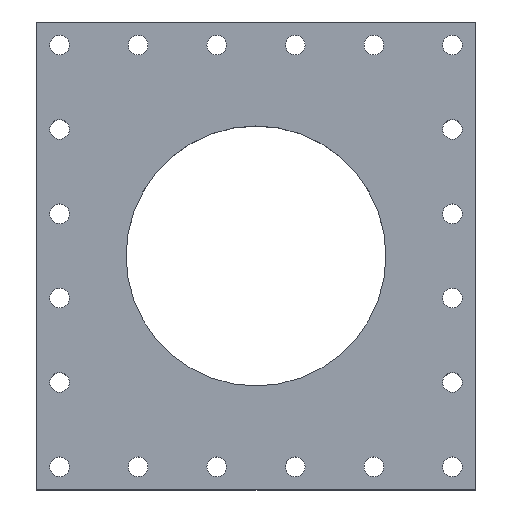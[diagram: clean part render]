
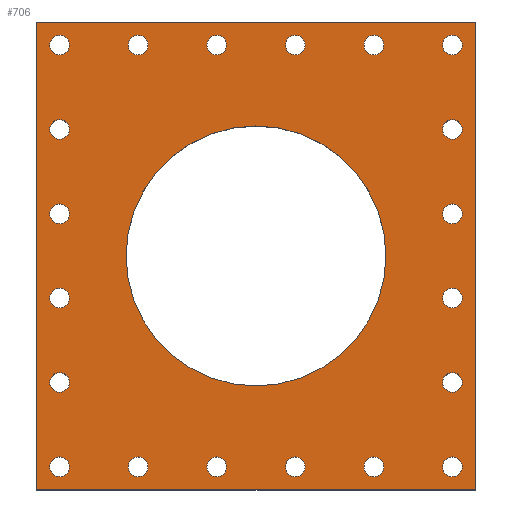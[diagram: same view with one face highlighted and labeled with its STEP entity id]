
A CAD part, top view. The second image highlights one B-rep face of the part: STEP entity #706.
In plain terms, the highlighted planar face has unit normal (0, 0, 1).
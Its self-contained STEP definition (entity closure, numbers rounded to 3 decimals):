
#16=FACE_BOUND('',#137,.T.);
#17=FACE_BOUND('',#138,.T.);
#18=FACE_BOUND('',#139,.T.);
#19=FACE_BOUND('',#140,.T.);
#20=FACE_BOUND('',#141,.T.);
#21=FACE_BOUND('',#142,.T.);
#22=FACE_BOUND('',#143,.T.);
#23=FACE_BOUND('',#144,.T.);
#24=FACE_BOUND('',#145,.T.);
#25=FACE_BOUND('',#146,.T.);
#26=FACE_BOUND('',#147,.T.);
#27=FACE_BOUND('',#148,.T.);
#28=FACE_BOUND('',#149,.T.);
#29=FACE_BOUND('',#150,.T.);
#30=FACE_BOUND('',#151,.T.);
#31=FACE_BOUND('',#152,.T.);
#32=FACE_BOUND('',#153,.T.);
#33=FACE_BOUND('',#154,.T.);
#34=FACE_BOUND('',#155,.T.);
#35=FACE_BOUND('',#156,.T.);
#36=FACE_BOUND('',#157,.T.);
#63=PLANE('',#750);
#100=FACE_OUTER_BOUND('',#136,.T.);
#136=EDGE_LOOP('',(#546,#547,#548,#549));
#137=EDGE_LOOP('',(#550));
#138=EDGE_LOOP('',(#551));
#139=EDGE_LOOP('',(#552));
#140=EDGE_LOOP('',(#553));
#141=EDGE_LOOP('',(#554));
#142=EDGE_LOOP('',(#555));
#143=EDGE_LOOP('',(#556));
#144=EDGE_LOOP('',(#557));
#145=EDGE_LOOP('',(#558));
#146=EDGE_LOOP('',(#559));
#147=EDGE_LOOP('',(#560));
#148=EDGE_LOOP('',(#561));
#149=EDGE_LOOP('',(#562));
#150=EDGE_LOOP('',(#563));
#151=EDGE_LOOP('',(#564));
#152=EDGE_LOOP('',(#565));
#153=EDGE_LOOP('',(#566));
#154=EDGE_LOOP('',(#567));
#155=EDGE_LOOP('',(#568));
#156=EDGE_LOOP('',(#569));
#157=EDGE_LOOP('',(#570));
#220=LINE('',#1081,#268);
#221=LINE('',#1083,#269);
#222=LINE('',#1085,#270);
#223=LINE('',#1086,#271);
#268=VECTOR('',#868,10.);
#269=VECTOR('',#869,10.);
#270=VECTOR('',#870,10.);
#271=VECTOR('',#871,10.);
#306=CIRCLE('',#749,22.5);
#307=CIRCLE('',#751,1.7);
#308=CIRCLE('',#752,1.7);
#309=CIRCLE('',#753,1.7);
#310=CIRCLE('',#754,1.7);
#311=CIRCLE('',#755,1.7);
#312=CIRCLE('',#756,1.7);
#313=CIRCLE('',#757,1.7);
#314=CIRCLE('',#758,1.7);
#315=CIRCLE('',#759,1.7);
#316=CIRCLE('',#760,1.7);
#317=CIRCLE('',#761,1.7);
#318=CIRCLE('',#762,1.7);
#319=CIRCLE('',#763,1.7);
#320=CIRCLE('',#764,1.7);
#321=CIRCLE('',#765,1.7);
#322=CIRCLE('',#766,1.7);
#323=CIRCLE('',#767,1.7);
#324=CIRCLE('',#768,1.7);
#325=CIRCLE('',#769,1.7);
#326=CIRCLE('',#770,1.7);
#361=VERTEX_POINT('',#1075);
#362=VERTEX_POINT('',#1079);
#363=VERTEX_POINT('',#1080);
#364=VERTEX_POINT('',#1082);
#365=VERTEX_POINT('',#1084);
#366=VERTEX_POINT('',#1087);
#367=VERTEX_POINT('',#1089);
#368=VERTEX_POINT('',#1091);
#369=VERTEX_POINT('',#1093);
#370=VERTEX_POINT('',#1095);
#371=VERTEX_POINT('',#1097);
#372=VERTEX_POINT('',#1099);
#373=VERTEX_POINT('',#1101);
#374=VERTEX_POINT('',#1103);
#375=VERTEX_POINT('',#1105);
#376=VERTEX_POINT('',#1107);
#377=VERTEX_POINT('',#1109);
#378=VERTEX_POINT('',#1111);
#379=VERTEX_POINT('',#1113);
#380=VERTEX_POINT('',#1115);
#381=VERTEX_POINT('',#1117);
#382=VERTEX_POINT('',#1119);
#383=VERTEX_POINT('',#1121);
#384=VERTEX_POINT('',#1123);
#385=VERTEX_POINT('',#1125);
#431=EDGE_CURVE('',#361,#361,#306,.T.);
#433=EDGE_CURVE('',#362,#363,#220,.T.);
#434=EDGE_CURVE('',#363,#364,#221,.T.);
#435=EDGE_CURVE('',#364,#365,#222,.T.);
#436=EDGE_CURVE('',#365,#362,#223,.T.);
#437=EDGE_CURVE('',#366,#366,#307,.T.);
#438=EDGE_CURVE('',#367,#367,#308,.T.);
#439=EDGE_CURVE('',#368,#368,#309,.T.);
#440=EDGE_CURVE('',#369,#369,#310,.T.);
#441=EDGE_CURVE('',#370,#370,#311,.T.);
#442=EDGE_CURVE('',#371,#371,#312,.T.);
#443=EDGE_CURVE('',#372,#372,#313,.T.);
#444=EDGE_CURVE('',#373,#373,#314,.T.);
#445=EDGE_CURVE('',#374,#374,#315,.T.);
#446=EDGE_CURVE('',#375,#375,#316,.T.);
#447=EDGE_CURVE('',#376,#376,#317,.T.);
#448=EDGE_CURVE('',#377,#377,#318,.T.);
#449=EDGE_CURVE('',#378,#378,#319,.T.);
#450=EDGE_CURVE('',#379,#379,#320,.T.);
#451=EDGE_CURVE('',#380,#380,#321,.T.);
#452=EDGE_CURVE('',#381,#381,#322,.T.);
#453=EDGE_CURVE('',#382,#382,#323,.T.);
#454=EDGE_CURVE('',#383,#383,#324,.T.);
#455=EDGE_CURVE('',#384,#384,#325,.T.);
#456=EDGE_CURVE('',#385,#385,#326,.T.);
#546=ORIENTED_EDGE('',*,*,#433,.T.);
#547=ORIENTED_EDGE('',*,*,#434,.T.);
#548=ORIENTED_EDGE('',*,*,#435,.T.);
#549=ORIENTED_EDGE('',*,*,#436,.T.);
#550=ORIENTED_EDGE('',*,*,#431,.T.);
#551=ORIENTED_EDGE('',*,*,#437,.T.);
#552=ORIENTED_EDGE('',*,*,#438,.T.);
#553=ORIENTED_EDGE('',*,*,#439,.T.);
#554=ORIENTED_EDGE('',*,*,#440,.T.);
#555=ORIENTED_EDGE('',*,*,#441,.T.);
#556=ORIENTED_EDGE('',*,*,#442,.T.);
#557=ORIENTED_EDGE('',*,*,#443,.T.);
#558=ORIENTED_EDGE('',*,*,#444,.T.);
#559=ORIENTED_EDGE('',*,*,#445,.T.);
#560=ORIENTED_EDGE('',*,*,#446,.T.);
#561=ORIENTED_EDGE('',*,*,#447,.T.);
#562=ORIENTED_EDGE('',*,*,#448,.T.);
#563=ORIENTED_EDGE('',*,*,#449,.T.);
#564=ORIENTED_EDGE('',*,*,#450,.T.);
#565=ORIENTED_EDGE('',*,*,#451,.T.);
#566=ORIENTED_EDGE('',*,*,#452,.T.);
#567=ORIENTED_EDGE('',*,*,#453,.T.);
#568=ORIENTED_EDGE('',*,*,#454,.T.);
#569=ORIENTED_EDGE('',*,*,#455,.T.);
#570=ORIENTED_EDGE('',*,*,#456,.T.);
#706=ADVANCED_FACE('',(#100,#16,#17,#18,#19,#20,#21,#22,#23,#24,#25,#26,
#27,#28,#29,#30,#31,#32,#33,#34,#35,#36),#63,.T.);
#749=AXIS2_PLACEMENT_3D('',#1076,#863,#864);
#750=AXIS2_PLACEMENT_3D('',#1078,#866,#867);
#751=AXIS2_PLACEMENT_3D('',#1088,#872,#873);
#752=AXIS2_PLACEMENT_3D('',#1090,#874,#875);
#753=AXIS2_PLACEMENT_3D('',#1092,#876,#877);
#754=AXIS2_PLACEMENT_3D('',#1094,#878,#879);
#755=AXIS2_PLACEMENT_3D('',#1096,#880,#881);
#756=AXIS2_PLACEMENT_3D('',#1098,#882,#883);
#757=AXIS2_PLACEMENT_3D('',#1100,#884,#885);
#758=AXIS2_PLACEMENT_3D('',#1102,#886,#887);
#759=AXIS2_PLACEMENT_3D('',#1104,#888,#889);
#760=AXIS2_PLACEMENT_3D('',#1106,#890,#891);
#761=AXIS2_PLACEMENT_3D('',#1108,#892,#893);
#762=AXIS2_PLACEMENT_3D('',#1110,#894,#895);
#763=AXIS2_PLACEMENT_3D('',#1112,#896,#897);
#764=AXIS2_PLACEMENT_3D('',#1114,#898,#899);
#765=AXIS2_PLACEMENT_3D('',#1116,#900,#901);
#766=AXIS2_PLACEMENT_3D('',#1118,#902,#903);
#767=AXIS2_PLACEMENT_3D('',#1120,#904,#905);
#768=AXIS2_PLACEMENT_3D('',#1122,#906,#907);
#769=AXIS2_PLACEMENT_3D('',#1124,#908,#909);
#770=AXIS2_PLACEMENT_3D('',#1126,#910,#911);
#863=DIRECTION('center_axis',(0.,0.,-1.));
#864=DIRECTION('ref_axis',(1.,0.,0.));
#866=DIRECTION('center_axis',(0.,0.,1.));
#867=DIRECTION('ref_axis',(1.,0.,0.));
#868=DIRECTION('',(0.,-1.,0.));
#869=DIRECTION('',(1.,0.,0.));
#870=DIRECTION('',(0.,1.,0.));
#871=DIRECTION('',(-1.,0.,0.));
#872=DIRECTION('center_axis',(0.,0.,-1.));
#873=DIRECTION('ref_axis',(-1.,0.,0.));
#874=DIRECTION('center_axis',(0.,0.,-1.));
#875=DIRECTION('ref_axis',(-1.,0.,0.));
#876=DIRECTION('center_axis',(0.,0.,-1.));
#877=DIRECTION('ref_axis',(-1.,0.,0.));
#878=DIRECTION('center_axis',(0.,0.,-1.));
#879=DIRECTION('ref_axis',(-1.,0.,0.));
#880=DIRECTION('center_axis',(0.,0.,-1.));
#881=DIRECTION('ref_axis',(-1.,0.,0.));
#882=DIRECTION('center_axis',(0.,0.,-1.));
#883=DIRECTION('ref_axis',(-1.,0.,0.));
#884=DIRECTION('center_axis',(0.,0.,-1.));
#885=DIRECTION('ref_axis',(-1.,0.,0.));
#886=DIRECTION('center_axis',(0.,0.,-1.));
#887=DIRECTION('ref_axis',(-1.,0.,0.));
#888=DIRECTION('center_axis',(0.,0.,-1.));
#889=DIRECTION('ref_axis',(-1.,0.,0.));
#890=DIRECTION('center_axis',(0.,0.,-1.));
#891=DIRECTION('ref_axis',(-1.,0.,0.));
#892=DIRECTION('center_axis',(0.,0.,-1.));
#893=DIRECTION('ref_axis',(-1.,0.,0.));
#894=DIRECTION('center_axis',(0.,0.,-1.));
#895=DIRECTION('ref_axis',(-1.,0.,0.));
#896=DIRECTION('center_axis',(0.,0.,-1.));
#897=DIRECTION('ref_axis',(-1.,0.,0.));
#898=DIRECTION('center_axis',(0.,0.,-1.));
#899=DIRECTION('ref_axis',(-1.,0.,0.));
#900=DIRECTION('center_axis',(0.,0.,-1.));
#901=DIRECTION('ref_axis',(-1.,0.,0.));
#902=DIRECTION('center_axis',(0.,0.,-1.));
#903=DIRECTION('ref_axis',(-1.,0.,0.));
#904=DIRECTION('center_axis',(0.,0.,-1.));
#905=DIRECTION('ref_axis',(-1.,0.,0.));
#906=DIRECTION('center_axis',(0.,0.,-1.));
#907=DIRECTION('ref_axis',(-1.,0.,0.));
#908=DIRECTION('center_axis',(0.,0.,-1.));
#909=DIRECTION('ref_axis',(-1.,0.,0.));
#910=DIRECTION('center_axis',(0.,0.,-1.));
#911=DIRECTION('ref_axis',(-1.,0.,0.));
#1075=CARTESIAN_POINT('',(-22.5,0.,12.));
#1076=CARTESIAN_POINT('Origin',(0.,0.,12.));
#1078=CARTESIAN_POINT('Origin',(0.,0.,12.));
#1079=CARTESIAN_POINT('',(-38.,40.5,12.));
#1080=CARTESIAN_POINT('',(-38.,-40.5,12.));
#1081=CARTESIAN_POINT('',(-38.,-40.5,12.));
#1082=CARTESIAN_POINT('',(38.,-40.5,12.));
#1083=CARTESIAN_POINT('',(38.,-40.5,12.));
#1084=CARTESIAN_POINT('',(38.,40.5,12.));
#1085=CARTESIAN_POINT('',(38.,40.5,12.));
#1086=CARTESIAN_POINT('',(-38.,40.5,12.));
#1087=CARTESIAN_POINT('',(22.1,-36.5,12.));
#1088=CARTESIAN_POINT('Origin',(20.4,-36.5,12.));
#1089=CARTESIAN_POINT('',(8.5,-36.5,12.));
#1090=CARTESIAN_POINT('Origin',(6.8,-36.5,12.));
#1091=CARTESIAN_POINT('',(-5.1,-36.5,12.));
#1092=CARTESIAN_POINT('Origin',(-6.8,-36.5,12.));
#1093=CARTESIAN_POINT('',(-18.7,-36.5,12.));
#1094=CARTESIAN_POINT('Origin',(-20.4,-36.5,12.));
#1095=CARTESIAN_POINT('',(35.7,-36.5,12.));
#1096=CARTESIAN_POINT('Origin',(34.,-36.5,12.));
#1097=CARTESIAN_POINT('',(35.7,-21.9,12.));
#1098=CARTESIAN_POINT('Origin',(34.,-21.9,12.));
#1099=CARTESIAN_POINT('',(35.7,-7.3,12.));
#1100=CARTESIAN_POINT('Origin',(34.,-7.3,12.));
#1101=CARTESIAN_POINT('',(35.7,7.3,12.));
#1102=CARTESIAN_POINT('Origin',(34.,7.3,12.));
#1103=CARTESIAN_POINT('',(35.7,21.9,12.));
#1104=CARTESIAN_POINT('Origin',(34.,21.9,12.));
#1105=CARTESIAN_POINT('',(35.7,36.5,12.));
#1106=CARTESIAN_POINT('Origin',(34.,36.5,12.));
#1107=CARTESIAN_POINT('',(22.1,36.5,12.));
#1108=CARTESIAN_POINT('Origin',(20.4,36.5,12.));
#1109=CARTESIAN_POINT('',(8.5,36.5,12.));
#1110=CARTESIAN_POINT('Origin',(6.8,36.5,12.));
#1111=CARTESIAN_POINT('',(-5.1,36.5,12.));
#1112=CARTESIAN_POINT('Origin',(-6.8,36.5,12.));
#1113=CARTESIAN_POINT('',(-18.7,36.5,12.));
#1114=CARTESIAN_POINT('Origin',(-20.4,36.5,12.));
#1115=CARTESIAN_POINT('',(-32.3,-36.5,12.));
#1116=CARTESIAN_POINT('Origin',(-34.,-36.5,12.));
#1117=CARTESIAN_POINT('',(-32.3,-21.9,12.));
#1118=CARTESIAN_POINT('Origin',(-34.,-21.9,12.));
#1119=CARTESIAN_POINT('',(-32.3,-7.3,12.));
#1120=CARTESIAN_POINT('Origin',(-34.,-7.3,12.));
#1121=CARTESIAN_POINT('',(-32.3,7.3,12.));
#1122=CARTESIAN_POINT('Origin',(-34.,7.3,12.));
#1123=CARTESIAN_POINT('',(-32.3,21.9,12.));
#1124=CARTESIAN_POINT('Origin',(-34.,21.9,12.));
#1125=CARTESIAN_POINT('',(-32.3,36.5,12.));
#1126=CARTESIAN_POINT('Origin',(-34.,36.5,12.));
